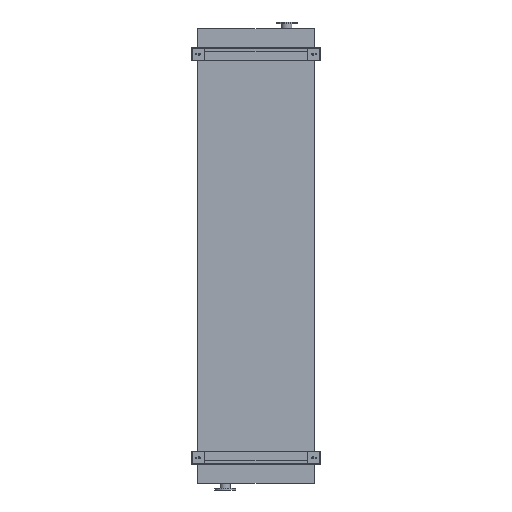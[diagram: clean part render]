
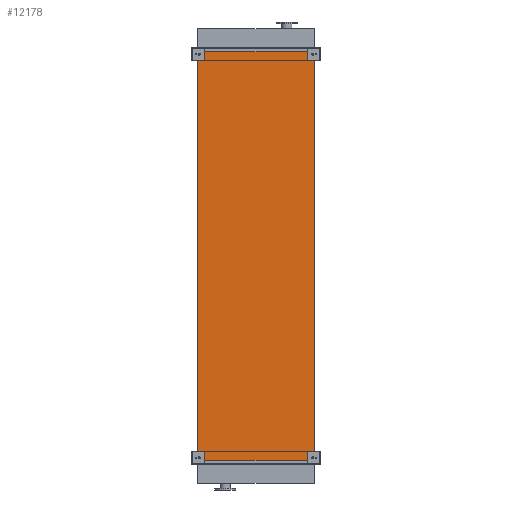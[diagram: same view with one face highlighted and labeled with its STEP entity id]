
A CAD part, front view. The second image highlights one B-rep face of the part: STEP entity #12178.
In plain terms, the highlighted planar face has unit normal (0, -1, 0).
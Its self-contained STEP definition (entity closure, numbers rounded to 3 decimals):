
#1332 = DIRECTION ( 'NONE',  ( 0., 0., 1. ) ) ;
#2786 = VECTOR ( 'NONE', #23027, 1000. ) ;
#2806 = LINE ( 'NONE', #4793, #16826 ) ;
#4282 = DIRECTION ( 'NONE',  ( 0., -1., 0. ) ) ;
#4793 = CARTESIAN_POINT ( 'NONE',  ( 605., 0., -4250. ) ) ;
#4810 = VECTOR ( 'NONE', #13849, 1000. ) ;
#4848 = CARTESIAN_POINT ( 'NONE',  ( 605., 0., -4250. ) ) ;
#5073 = EDGE_CURVE ( 'NONE', #6172, #13556, #2806, .T. ) ;
#5849 = VECTOR ( 'NONE', #12032, 1000. ) ;
#5968 = EDGE_CURVE ( 'NONE', #7789, #13556, #6951, .T. ) ;
#6110 = EDGE_CURVE ( 'NONE', #7230, #6172, #20651, .T. ) ;
#6172 = VERTEX_POINT ( 'NONE', #4848 ) ;
#6951 = LINE ( 'NONE', #8028, #2786 ) ;
#7230 = VERTEX_POINT ( 'NONE', #20924 ) ;
#7412 = ORIENTED_EDGE ( 'NONE', *, *, #5968, .F. ) ;
#7789 = VERTEX_POINT ( 'NONE', #13285 ) ;
#8028 = CARTESIAN_POINT ( 'NONE',  ( -605., 0., 0. ) ) ;
#8268 = CARTESIAN_POINT ( 'NONE',  ( -605., 0., -4250. ) ) ;
#12032 = DIRECTION ( 'NONE',  ( 1., 0., 0. ) ) ;
#12178 = ADVANCED_FACE ( 'NONE', ( #21985 ), #13388, .T. ) ;
#13055 = CARTESIAN_POINT ( 'NONE',  ( 605., 0., 0. ) ) ;
#13285 = CARTESIAN_POINT ( 'NONE',  ( -605., 0., 0. ) ) ;
#13388 = PLANE ( 'NONE',  #17482 ) ;
#13543 = ORIENTED_EDGE ( 'NONE', *, *, #6110, .T. ) ;
#13556 = VERTEX_POINT ( 'NONE', #13055 ) ;
#13849 = DIRECTION ( 'NONE',  ( 0., 0., 1. ) ) ;
#15256 = CARTESIAN_POINT ( 'NONE',  ( -605., 0., -4250. ) ) ;
#15699 = EDGE_CURVE ( 'NONE', #7230, #7789, #19561, .T. ) ;
#16369 = EDGE_LOOP ( 'NONE', ( #7412, #22932, #13543, #23511 ) ) ;
#16826 = VECTOR ( 'NONE', #1332, 1000. ) ;
#17124 = DIRECTION ( 'NONE',  ( 0., 0., -1. ) ) ;
#17482 = AXIS2_PLACEMENT_3D ( 'NONE', #15256, #4282, #17124 ) ;
#19408 = CARTESIAN_POINT ( 'NONE',  ( -605., 0., -4250. ) ) ;
#19561 = LINE ( 'NONE', #19408, #4810 ) ;
#20651 = LINE ( 'NONE', #8268, #5849 ) ;
#20924 = CARTESIAN_POINT ( 'NONE',  ( -605., 0., -4250. ) ) ;
#21985 = FACE_OUTER_BOUND ( 'NONE', #16369, .T. ) ;
#22932 = ORIENTED_EDGE ( 'NONE', *, *, #15699, .F. ) ;
#23027 = DIRECTION ( 'NONE',  ( 1., 0., 0. ) ) ;
#23511 = ORIENTED_EDGE ( 'NONE', *, *, #5073, .T. ) ;
